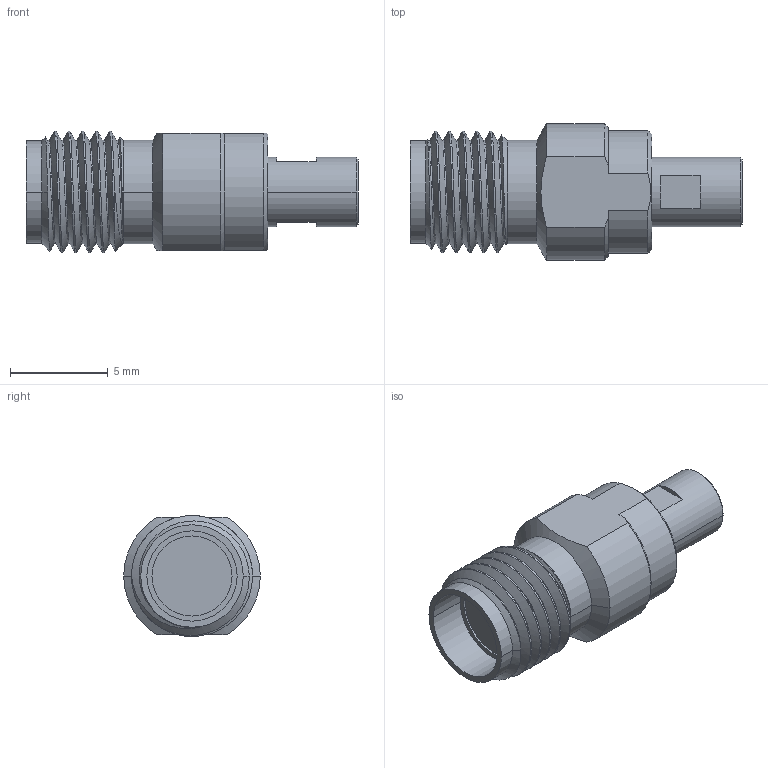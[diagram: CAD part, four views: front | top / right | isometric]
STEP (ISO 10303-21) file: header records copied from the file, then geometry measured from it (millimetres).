
FILE_DESCRIPTION (( 'STEP AP214' ), '1' );
FILE_NAME ('FMAD10178_3D.step', '2026-03-10T19:35:24', ( '' ), ( '' ), 'SwSTEP 2.0', 'SolidWorks 2025', '' );
FILE_SCHEMA (( 'AUTOMOTIVE_DESIGN' ));
Length unit declared in the file: millimetre
Products named in the file (1): FMAD10178_3D
Bounding box: 17 x 7 x 6.2 mm (x, y, z)
Volume: 396 mm3; surface area: 567 mm2
Topology: 3 solids, 3 shells, 88 faces, 207 edges, 132 vertices
Faces by surface type: cylinder 41, plane 22, cone 20, bspline 3, sphere 2
Entity records: 3564 total; most frequent: CARTESIAN_POINT 1575, DIRECTION 408, ORIENTED_EDGE 406, EDGE_CURVE 203, AXIS2_PLACEMENT_3D 167, VERTEX_POINT 130, EDGE_LOOP 97, ADVANCED_FACE 88
